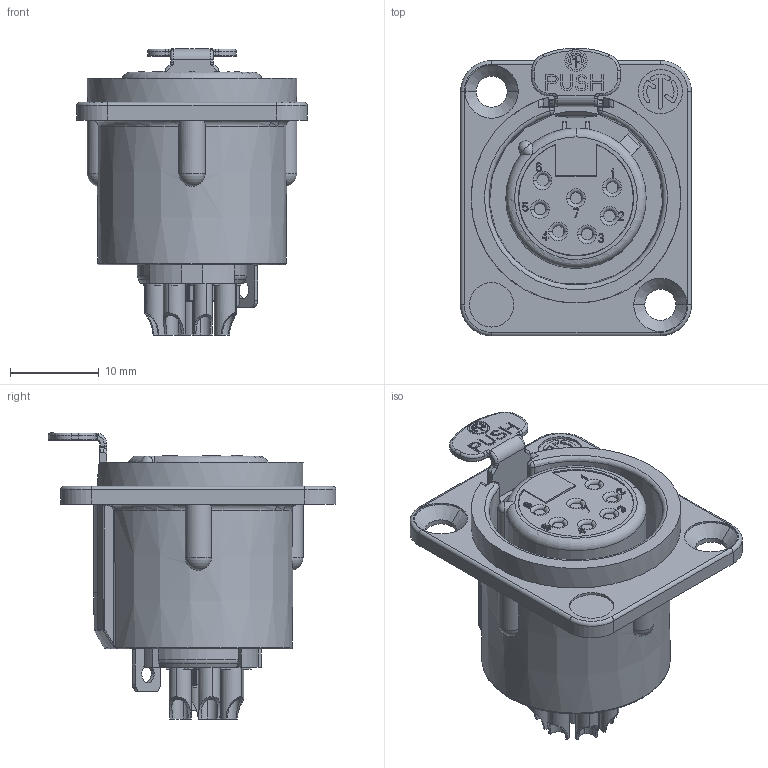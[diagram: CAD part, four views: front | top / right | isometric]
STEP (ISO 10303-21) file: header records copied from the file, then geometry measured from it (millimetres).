
FILE_DESCRIPTION((''),'2;1');
FILE_NAME('30012851','2025-09-29T11:50:22',('SYSTEM'),(''),'CREO PARAMETRIC BY PTC INC, 2023424','CREO PARAMETRIC BY PTC INC, 2023424','');
FILE_SCHEMA(('CONFIG_CONTROL_DESIGN'));
Length unit declared in the file: millimetre
Products named in the file (1): 30012851
Bounding box: 26 x 32.4 x 32.2 mm (x, y, z)
Volume: 7970.6 mm3; surface area: 5437.4 mm2
Topology: 1 solids, 1 shells, 1387 faces, 3769 edges, 2445 vertices
Faces by surface type: plane 1035, cylinder 204, torus 82, cone 26, bspline 22, sphere 18
Entity records: 44399 total; most frequent: CARTESIAN_POINT 9317, ORIENTED_EDGE 7508, DIRECTION 6905, EDGE_CURVE 3754, VECTOR 3043, LINE 3043, VERTEX_POINT 2445, AXIS2_PLACEMENT_3D 1931
